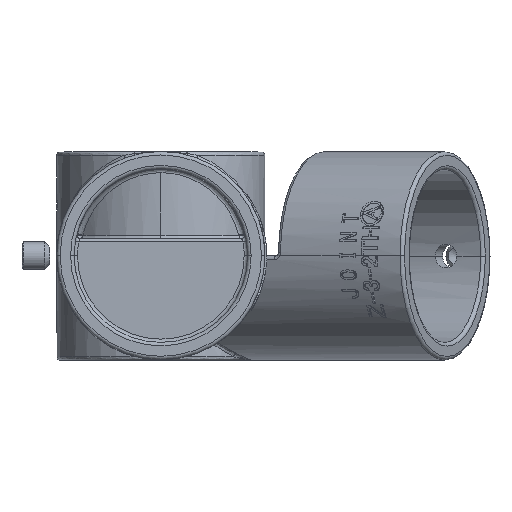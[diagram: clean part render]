
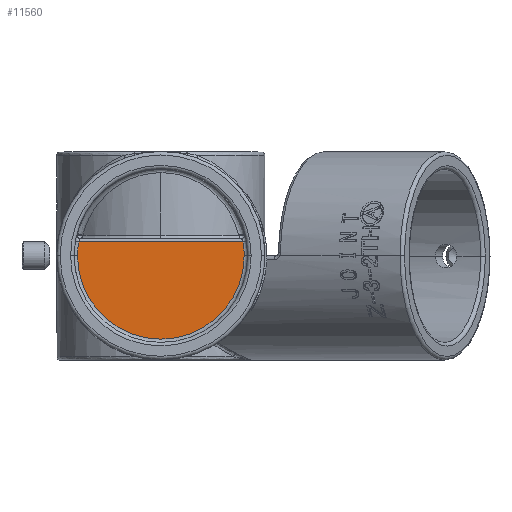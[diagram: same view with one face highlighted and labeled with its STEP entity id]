
A CAD part, top view. The second image highlights one B-rep face of the part: STEP entity #11560.
In plain terms, the highlighted planar face has unit normal (0, 0, 1).
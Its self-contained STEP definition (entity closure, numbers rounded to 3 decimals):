
#349 = CARTESIAN_POINT ( 'NONE',  ( 23.664, 4., 56. ) ) ;
#430 = DIRECTION ( 'NONE',  ( -1., 0., 0. ) ) ;
#480 = VERTEX_POINT ( 'NONE', #3007 ) ;
#561 = ORIENTED_EDGE ( 'NONE', *, *, #6613, .T. ) ;
#1340 = CARTESIAN_POINT ( 'NONE',  ( 0., 4., 56. ) ) ;
#1475 = DIRECTION ( 'NONE',  ( 0., 0., 1. ) ) ;
#1591 = DIRECTION ( 'NONE',  ( 1., 0., 0. ) ) ;
#2197 = CIRCLE ( 'NONE', #4536, 24. ) ;
#2373 = ORIENTED_EDGE ( 'NONE', *, *, #5232, .T. ) ;
#2495 = LINE ( 'NONE', #1340, #11925 ) ;
#2899 = DIRECTION ( 'NONE',  ( 0., 0., 1. ) ) ;
#3007 = CARTESIAN_POINT ( 'NONE',  ( -23.664, 4., 56. ) ) ;
#3084 = CIRCLE ( 'NONE', #11737, 24. ) ;
#3276 = VERTEX_POINT ( 'NONE', #7416 ) ;
#4317 = EDGE_CURVE ( 'NONE', #6915, #480, #2495, .T. ) ;
#4339 = EDGE_CURVE ( 'NONE', #11651, #3276, #2197, .T. ) ;
#4394 = CARTESIAN_POINT ( 'NONE',  ( 0., 0., 56. ) ) ;
#4536 = AXIS2_PLACEMENT_3D ( 'NONE', #7233, #2899, #9552 ) ;
#4564 = CIRCLE ( 'NONE', #9721, 24. ) ;
#5232 = EDGE_CURVE ( 'NONE', #3276, #6915, #4564, .T. ) ;
#5322 = DIRECTION ( 'NONE',  ( 1., 0., 0. ) ) ;
#5588 = CARTESIAN_POINT ( 'NONE',  ( -24., 0., 56. ) ) ;
#6613 = EDGE_CURVE ( 'NONE', #480, #11651, #3084, .T. ) ;
#6915 = VERTEX_POINT ( 'NONE', #349 ) ;
#7139 = CARTESIAN_POINT ( 'NONE',  ( 0., 0., 56. ) ) ;
#7233 = CARTESIAN_POINT ( 'NONE',  ( 0., 0., 56. ) ) ;
#7249 = DIRECTION ( 'NONE',  ( 0., 0., 1. ) ) ;
#7416 = CARTESIAN_POINT ( 'NONE',  ( 24., 0., 56. ) ) ;
#8074 = DIRECTION ( 'NONE',  ( 1., 0., 0. ) ) ;
#8189 = ORIENTED_EDGE ( 'NONE', *, *, #4317, .T. ) ;
#9352 = AXIS2_PLACEMENT_3D ( 'NONE', #10019, #7249, #1591 ) ;
#9552 = DIRECTION ( 'NONE',  ( 1., 0., 0. ) ) ;
#9721 = AXIS2_PLACEMENT_3D ( 'NONE', #7139, #1475, #8074 ) ;
#10019 = CARTESIAN_POINT ( 'NONE',  ( 0., 0., 56. ) ) ;
#10138 = ORIENTED_EDGE ( 'NONE', *, *, #4339, .T. ) ;
#10935 = DIRECTION ( 'NONE',  ( 0., 0., 1. ) ) ;
#10961 = PLANE ( 'NONE',  #9352 ) ;
#11560 = ADVANCED_FACE ( 'NONE', ( #12134 ), #10961, .T. ) ;
#11651 = VERTEX_POINT ( 'NONE', #5588 ) ;
#11737 = AXIS2_PLACEMENT_3D ( 'NONE', #4394, #10935, #5322 ) ;
#11916 = EDGE_LOOP ( 'NONE', ( #561, #10138, #2373, #8189 ) ) ;
#11925 = VECTOR ( 'NONE', #430, 1000. ) ;
#12134 = FACE_OUTER_BOUND ( 'NONE', #11916, .T. ) ;
